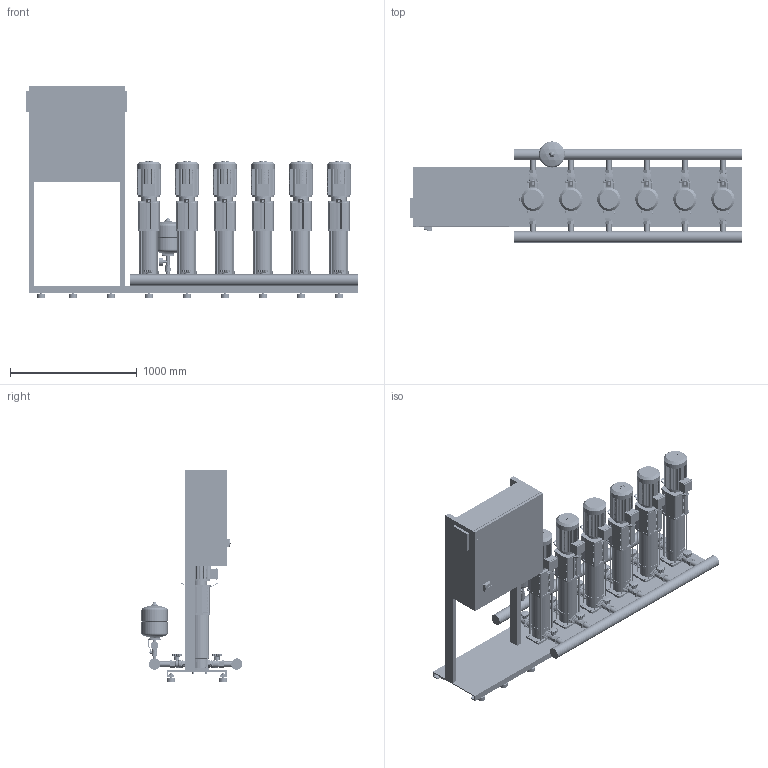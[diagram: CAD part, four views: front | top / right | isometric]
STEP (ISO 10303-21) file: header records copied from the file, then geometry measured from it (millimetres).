
FILE_DESCRIPTION((''),'2;1');
FILE_NAME('3d_COR-6HELIXV610_K_CC-01-2535443.stp','2016-01-22T12:19:43',(''),(''),'Mechanical Desktop 2009','Mechanical Desktop 2009',', , ');
FILE_SCHEMA(('CONFIG_CONTROL_DESIGN'));
Length unit declared in the file: millimetre
Products named in the file (1): Product
Bounding box: 2620 x 797.45 x 1670 mm (x, y, z)
Volume: 319336450 mm3; surface area: 16558503.4 mm2
Topology: 235 solids, 235 shells, 8995 faces, 23731 edges, 15641 vertices
Faces by surface type: plane 4441, bspline 2178, cylinder 2034, cone 312, torus 28, sphere 2
Entity records: 291094 total; most frequent: CARTESIAN_POINT 68396, ORIENTED_EDGE 47414, DIRECTION 42555, EDGE_CURVE 23707, VECTOR 16679, LINE 16679, VERTEX_POINT 15636, AXIS2_PLACEMENT_3D 12938
